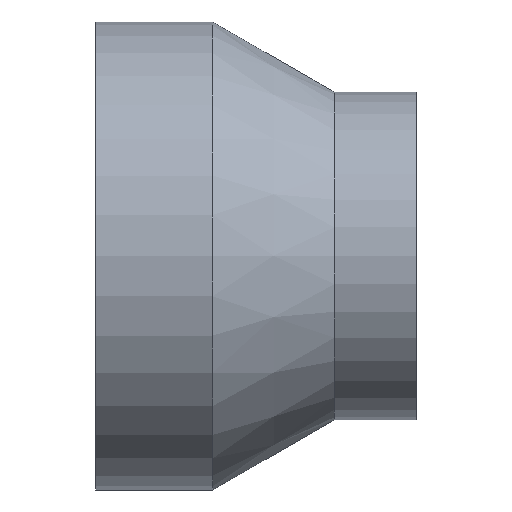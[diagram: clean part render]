
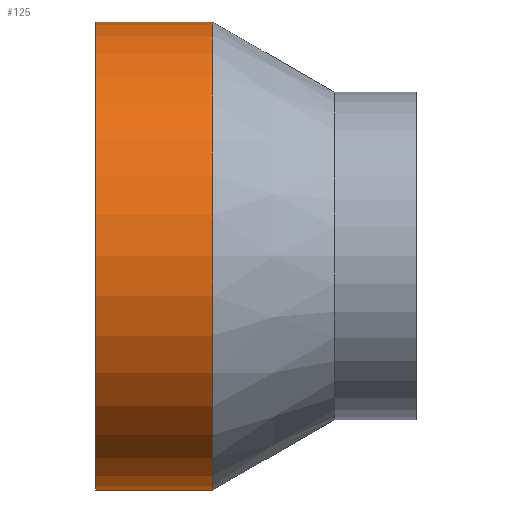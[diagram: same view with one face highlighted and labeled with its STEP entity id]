
A CAD part, top view. The second image highlights one B-rep face of the part: STEP entity #125.
In plain terms, the highlighted cylindrical face has radius 100 mm (diameter 200 mm), a partial arc.
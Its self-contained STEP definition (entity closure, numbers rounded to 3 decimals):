
#95 = EDGE_CURVE( '', #151, #105, #233, .T. );
#97 = EDGE_CURVE( '', #151, #191, #235, .T. );
#105 = VERTEX_POINT( '', #244 );
#109 = VERTEX_POINT( '', #248 );
#125 = ADVANCED_FACE( '', ( #264 ), #265, .T. );
#131 = EDGE_CURVE( '', #191, #109, #271, .T. );
#151 = VERTEX_POINT( '', #292 );
#187 = EDGE_CURVE( '', #109, #105, #336, .T. );
#191 = VERTEX_POINT( '', #340 );
#233 = CIRCLE( '', #377, 100. );
#235 = LINE( '', #380, #381 );
#244 = CARTESIAN_POINT( '', ( 0., 100., 0. ) );
#248 = CARTESIAN_POINT( '', ( 50., 100., 0. ) );
#264 = FACE_OUTER_BOUND( '', #418, .T. );
#265 = CYLINDRICAL_SURFACE( '', #419, 100. );
#271 = CIRCLE( '', #429, 100. );
#292 = CARTESIAN_POINT( '', ( 0., -100., 0. ) );
#336 = LINE( '', #509, #510 );
#340 = CARTESIAN_POINT( '', ( 50., -100., 0. ) );
#377 = AXIS2_PLACEMENT_3D( '', #558, #559, #560 );
#380 = CARTESIAN_POINT( '', ( 25., -100., 0. ) );
#381 = VECTOR( '', #561, 1. );
#418 = EDGE_LOOP( '', ( #589, #590, #591, #592 ) );
#419 = AXIS2_PLACEMENT_3D( '', #593, #594, #595 );
#429 = AXIS2_PLACEMENT_3D( '', #600, #601, #602 );
#509 = CARTESIAN_POINT( '', ( 25., 100., 0. ) );
#510 = VECTOR( '', #689, 1. );
#558 = CARTESIAN_POINT( '', ( 0., 0., 0. ) );
#559 = DIRECTION( '', ( -1., 0., 0. ) );
#560 = DIRECTION( '', ( 0., 1., 0. ) );
#561 = DIRECTION( '', ( 1., 0., 0. ) );
#589 = ORIENTED_EDGE( '', *, *, #187, .T. );
#590 = ORIENTED_EDGE( '', *, *, #95, .F. );
#591 = ORIENTED_EDGE( '', *, *, #97, .T. );
#592 = ORIENTED_EDGE( '', *, *, #131, .T. );
#593 = CARTESIAN_POINT( '', ( 25., 0., 0. ) );
#594 = DIRECTION( '', ( 1., 0., 0. ) );
#595 = DIRECTION( '', ( 0., 1., 0. ) );
#600 = CARTESIAN_POINT( '', ( 50., 0., 0. ) );
#601 = DIRECTION( '', ( -1., 0., 0. ) );
#602 = DIRECTION( '', ( 0., 1., 0. ) );
#689 = DIRECTION( '', ( -1., 0., 0. ) );
